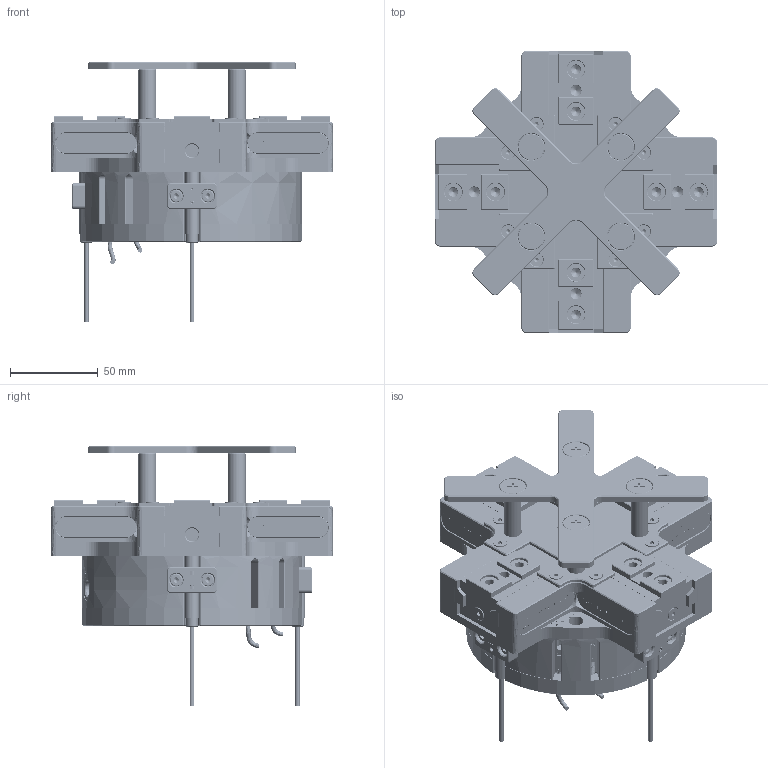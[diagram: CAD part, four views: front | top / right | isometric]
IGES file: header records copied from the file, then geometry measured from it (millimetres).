
Start section: SolidWorks IGES file using analytic representation for surfaces
Global section: file name: FY46ZM-D95X4.IGS; native system: SolidWorks 2020; preprocessor: SolidWorks 2020; author: Administrator; date: 231114.162807; units: millimetre
Bounding box: 160 x 160 x 147.5 mm (x, y, z)
Surface area: 257964 mm2 (no closed solid volume)
Topology: 0 solids, 0 shells, 8908 faces, 90614 edges, 90472 vertices
Faces by surface type: bspline 7082, revolution 1826
